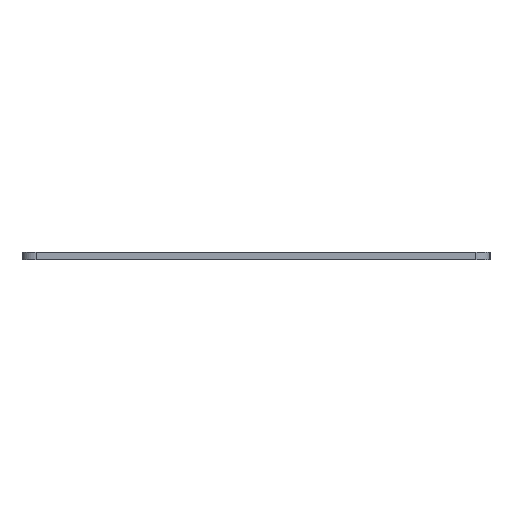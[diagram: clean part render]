
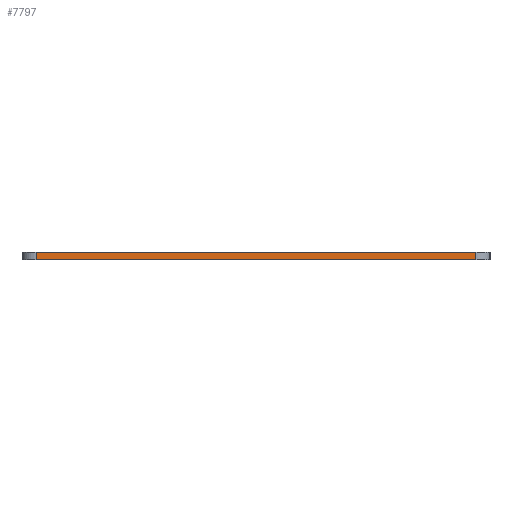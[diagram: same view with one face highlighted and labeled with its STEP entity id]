
A CAD part, left-side view. The second image highlights one B-rep face of the part: STEP entity #7797.
In plain terms, the highlighted planar face has unit normal (-1, 0, 0).
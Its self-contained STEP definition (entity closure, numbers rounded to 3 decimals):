
#146 = VERTEX_POINT('',#147);
#147 = CARTESIAN_POINT('',(-176.213,47.006,0.));
#154 = EDGE_CURVE('',#155,#146,#157,.T.);
#155 = VERTEX_POINT('',#156);
#156 = CARTESIAN_POINT('',(-176.213,-47.006,0.));
#157 = LINE('',#158,#159);
#158 = CARTESIAN_POINT('',(-176.213,-47.006,0.));
#159 = VECTOR('',#160,1.);
#160 = DIRECTION('',(0.,1.,0.));
#3958 = VERTEX_POINT('',#3959);
#3959 = CARTESIAN_POINT('',(-176.213,47.006,1.6));
#3966 = EDGE_CURVE('',#3967,#3958,#3969,.T.);
#3967 = VERTEX_POINT('',#3968);
#3968 = CARTESIAN_POINT('',(-176.213,-47.006,1.6));
#3969 = LINE('',#3970,#3971);
#3970 = CARTESIAN_POINT('',(-176.213,-47.006,1.6));
#3971 = VECTOR('',#3972,1.);
#3972 = DIRECTION('',(0.,1.,0.));
#7767 = EDGE_CURVE('',#146,#3958,#7768,.T.);
#7768 = LINE('',#7769,#7770);
#7769 = CARTESIAN_POINT('',(-176.213,47.006,0.));
#7770 = VECTOR('',#7771,1.);
#7771 = DIRECTION('',(0.,0.,1.));
#7797 = ADVANCED_FACE('',(#7798),#7809,.T.);
#7798 = FACE_BOUND('',#7799,.T.);
#7799 = EDGE_LOOP('',(#7800,#7806,#7807,#7808));
#7800 = ORIENTED_EDGE('',*,*,#7801,.T.);
#7801 = EDGE_CURVE('',#155,#3967,#7802,.T.);
#7802 = LINE('',#7803,#7804);
#7803 = CARTESIAN_POINT('',(-176.213,-47.006,0.));
#7804 = VECTOR('',#7805,1.);
#7805 = DIRECTION('',(0.,0.,1.));
#7806 = ORIENTED_EDGE('',*,*,#3966,.T.);
#7807 = ORIENTED_EDGE('',*,*,#7767,.F.);
#7808 = ORIENTED_EDGE('',*,*,#154,.F.);
#7809 = PLANE('',#7810);
#7810 = AXIS2_PLACEMENT_3D('',#7811,#7812,#7813);
#7811 = CARTESIAN_POINT('',(-176.213,-47.006,0.));
#7812 = DIRECTION('',(-1.,0.,0.));
#7813 = DIRECTION('',(0.,1.,0.));
